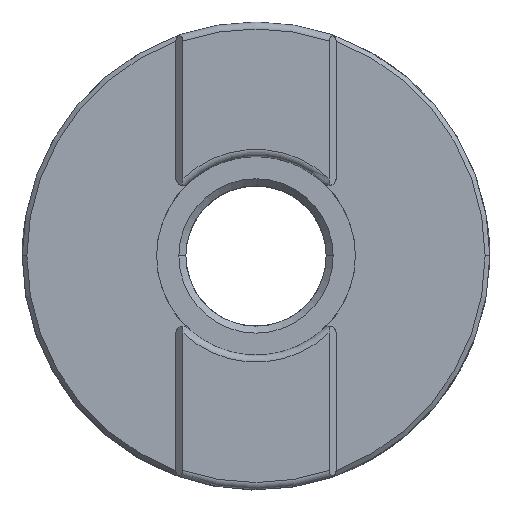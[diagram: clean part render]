
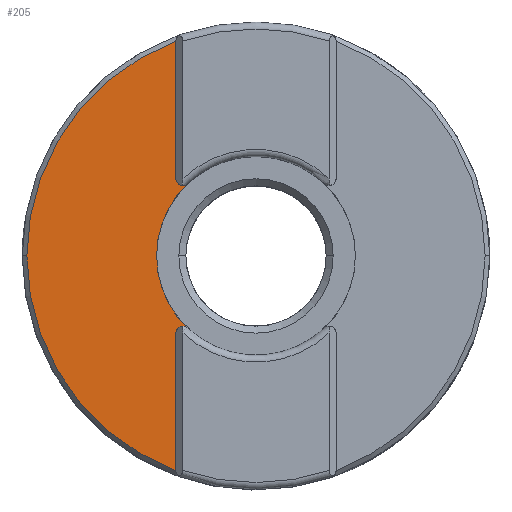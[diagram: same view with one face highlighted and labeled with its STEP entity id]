
A CAD part, top view. The second image highlights one B-rep face of the part: STEP entity #205.
In plain terms, the highlighted planar face has unit normal (0, 0, 1).
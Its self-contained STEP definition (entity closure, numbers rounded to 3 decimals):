
#50 = CIRCLE ( 'NONE', #1925, 0.3 ) ;
#86 = CARTESIAN_POINT ( 'NONE',  ( -9.8, 0., 8. ) ) ;
#103 = LINE ( 'NONE', #3283, #2268 ) ;
#166 = EDGE_LOOP ( 'NONE', ( #3212, #1309, #1802, #1914, #1586, #782, #2219, #193 ) ) ;
#193 = ORIENTED_EDGE ( 'NONE', *, *, #2780, .F. ) ;
#205 = ADVANCED_FACE ( 'NONE', ( #3298 ), #919, .T. ) ;
#221 = DIRECTION ( 'NONE',  ( 0., 0., -1. ) ) ;
#299 = CARTESIAN_POINT ( 'NONE',  ( -3.425, 9.182, 8. ) ) ;
#311 = DIRECTION ( 'NONE',  ( 0., 0., -1. ) ) ;
#327 = DIRECTION ( 'NONE',  ( 1., 0., 0. ) ) ;
#381 = DIRECTION ( 'NONE',  ( 1., 0., 0. ) ) ;
#488 = AXIS2_PLACEMENT_3D ( 'NONE', #735, #221, #1823 ) ;
#550 = VERTEX_POINT ( 'NONE', #602 ) ;
#551 = CIRCLE ( 'NONE', #2164, 4.25 ) ;
#555 = CARTESIAN_POINT ( 'NONE',  ( -4.25, 0., 8. ) ) ;
#565 = CIRCLE ( 'NONE', #2506, 9.8 ) ;
#569 = VERTEX_POINT ( 'NONE', #2205 ) ;
#578 = DIRECTION ( 'NONE',  ( 1., 0., 0. ) ) ;
#602 = CARTESIAN_POINT ( 'NONE',  ( -3.425, -3.307, 8. ) ) ;
#648 = DIRECTION ( 'NONE',  ( 0., 0., 1. ) ) ;
#712 = AXIS2_PLACEMENT_3D ( 'NONE', #802, #2929, #3138 ) ;
#735 = CARTESIAN_POINT ( 'NONE',  ( 0., 0., 8. ) ) ;
#743 = LINE ( 'NONE', #1331, #1379 ) ;
#754 = EDGE_CURVE ( 'NONE', #2049, #3005, #1646, .T. ) ;
#782 = ORIENTED_EDGE ( 'NONE', *, *, #3226, .T. ) ;
#802 = CARTESIAN_POINT ( 'NONE',  ( 0., 0., 8. ) ) ;
#847 = EDGE_CURVE ( 'NONE', #550, #2049, #50, .T. ) ;
#900 = DIRECTION ( 'NONE',  ( 0., 0., -1. ) ) ;
#919 = PLANE ( 'NONE',  #2509 ) ;
#1028 = EDGE_CURVE ( 'NONE', #2442, #569, #1043, .T. ) ;
#1043 = CIRCLE ( 'NONE', #2988, 0.3 ) ;
#1087 = CARTESIAN_POINT ( 'NONE',  ( -3.125, -3.307, 8. ) ) ;
#1130 = CARTESIAN_POINT ( 'NONE',  ( 0., 0., 8. ) ) ;
#1189 = DIRECTION ( 'NONE',  ( 1., 0., 0. ) ) ;
#1309 = ORIENTED_EDGE ( 'NONE', *, *, #847, .T. ) ;
#1331 = CARTESIAN_POINT ( 'NONE',  ( -3.425, 9.395, 8. ) ) ;
#1379 = VECTOR ( 'NONE', #2101, 1000. ) ;
#1387 = DIRECTION ( 'NONE',  ( 0., 0., -1. ) ) ;
#1486 = VERTEX_POINT ( 'NONE', #2084 ) ;
#1586 = ORIENTED_EDGE ( 'NONE', *, *, #1028, .T. ) ;
#1646 = CIRCLE ( 'NONE', #488, 4.25 ) ;
#1682 = CARTESIAN_POINT ( 'NONE',  ( -3.125, 3.307, 8. ) ) ;
#1802 = ORIENTED_EDGE ( 'NONE', *, *, #754, .T. ) ;
#1823 = DIRECTION ( 'NONE',  ( 1., 0., 0. ) ) ;
#1905 = DIRECTION ( 'NONE',  ( 0., 1., 0. ) ) ;
#1914 = ORIENTED_EDGE ( 'NONE', *, *, #3437, .T. ) ;
#1925 = AXIS2_PLACEMENT_3D ( 'NONE', #1087, #311, #327 ) ;
#1930 = CIRCLE ( 'NONE', #712, 9.8 ) ;
#1984 = VERTEX_POINT ( 'NONE', #299 ) ;
#2049 = VERTEX_POINT ( 'NONE', #2099 ) ;
#2084 = CARTESIAN_POINT ( 'NONE',  ( -3.425, -9.182, 8. ) ) ;
#2099 = CARTESIAN_POINT ( 'NONE',  ( -2.919, -3.089, 8. ) ) ;
#2101 = DIRECTION ( 'NONE',  ( 0., 1., 0. ) ) ;
#2164 = AXIS2_PLACEMENT_3D ( 'NONE', #1130, #2192, #578 ) ;
#2192 = DIRECTION ( 'NONE',  ( 0., 0., -1. ) ) ;
#2198 = CARTESIAN_POINT ( 'NONE',  ( -2.919, 3.089, 8. ) ) ;
#2205 = CARTESIAN_POINT ( 'NONE',  ( -3.425, 3.307, 8. ) ) ;
#2219 = ORIENTED_EDGE ( 'NONE', *, *, #3175, .F. ) ;
#2268 = VECTOR ( 'NONE', #1905, 1000. ) ;
#2442 = VERTEX_POINT ( 'NONE', #2198 ) ;
#2506 = AXIS2_PLACEMENT_3D ( 'NONE', #2705, #1387, #381 ) ;
#2509 = AXIS2_PLACEMENT_3D ( 'NONE', #3032, #648, #1189 ) ;
#2705 = CARTESIAN_POINT ( 'NONE',  ( 0., 0., 8. ) ) ;
#2780 = EDGE_CURVE ( 'NONE', #1486, #3371, #565, .T. ) ;
#2929 = DIRECTION ( 'NONE',  ( 0., 0., -1. ) ) ;
#2988 = AXIS2_PLACEMENT_3D ( 'NONE', #1682, #900, #3061 ) ;
#3005 = VERTEX_POINT ( 'NONE', #555 ) ;
#3032 = CARTESIAN_POINT ( 'NONE',  ( 0., 0., 8. ) ) ;
#3061 = DIRECTION ( 'NONE',  ( 1., 0., 0. ) ) ;
#3138 = DIRECTION ( 'NONE',  ( 1., 0., 0. ) ) ;
#3175 = EDGE_CURVE ( 'NONE', #3371, #1984, #1930, .T. ) ;
#3212 = ORIENTED_EDGE ( 'NONE', *, *, #3369, .T. ) ;
#3226 = EDGE_CURVE ( 'NONE', #569, #1984, #743, .T. ) ;
#3283 = CARTESIAN_POINT ( 'NONE',  ( -3.425, 9.395, 8. ) ) ;
#3298 = FACE_OUTER_BOUND ( 'NONE', #166, .T. ) ;
#3369 = EDGE_CURVE ( 'NONE', #1486, #550, #103, .T. ) ;
#3371 = VERTEX_POINT ( 'NONE', #86 ) ;
#3437 = EDGE_CURVE ( 'NONE', #3005, #2442, #551, .T. ) ;
